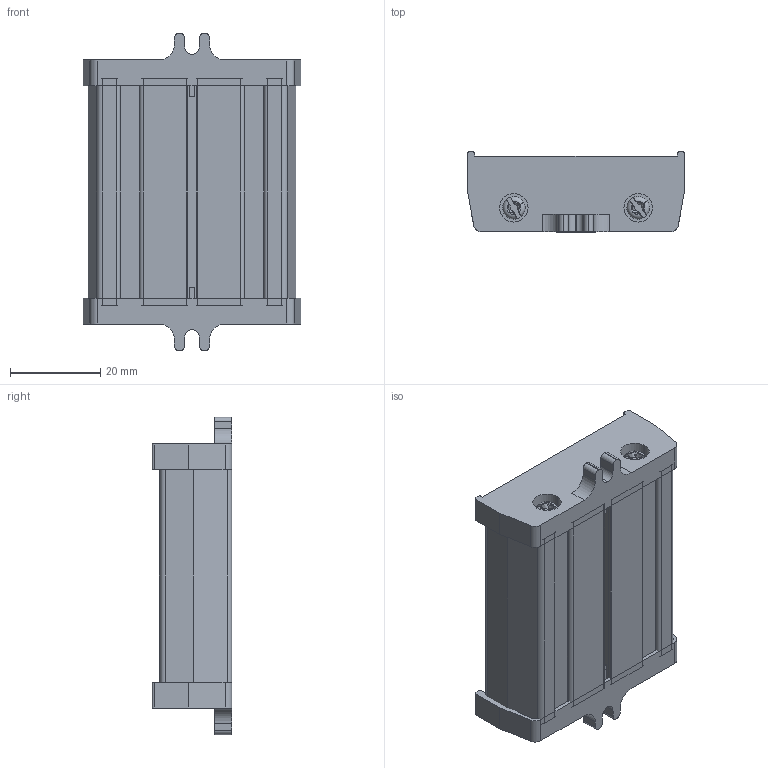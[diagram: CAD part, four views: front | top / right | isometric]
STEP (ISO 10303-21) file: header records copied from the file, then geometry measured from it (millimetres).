
FILE_DESCRIPTION (( 'STEP AP214' ), '1' );
FILE_NAME ('PHMCP-50.STEP', '2022-01-25T06:09:53', ( '' ), ( '' ), 'SwSTEP 2.0', 'SolidWorks 2017', '' );
FILE_SCHEMA (( 'AUTOMOTIVE_DESIGN' ));
Length unit declared in the file: millimetre
Products named in the file (14): Side Screw; PHMP; PHMCP-50_PHMCP-50; PHME; PCB-42; PHMCP-50; PHME_PHME-50; PCB-42_PCB-42-50
Assembly tree (9 placements, depth 3):
  PHMP
  Side Screw
  Side Screw
  Side Screw
  PHME
Bounding box: 48.2 x 17.6 x 70.2 mm (x, y, z)
Volume: 16141.2 mm3; surface area: 24356.8 mm2
Topology: 8 solids, 8 shells, 444 faces, 1194 edges, 782 vertices
Faces by surface type: plane 282, cylinder 114, cone 20, bspline 16, torus 12
Entity records: 8515 total; most frequent: CARTESIAN_POINT 1643, ORIENTED_EDGE 1398, DIRECTION 1341, EDGE_CURVE 699, VECTOR 517, LINE 517, VERTEX_POINT 462, AXIS2_PLACEMENT_3D 412
